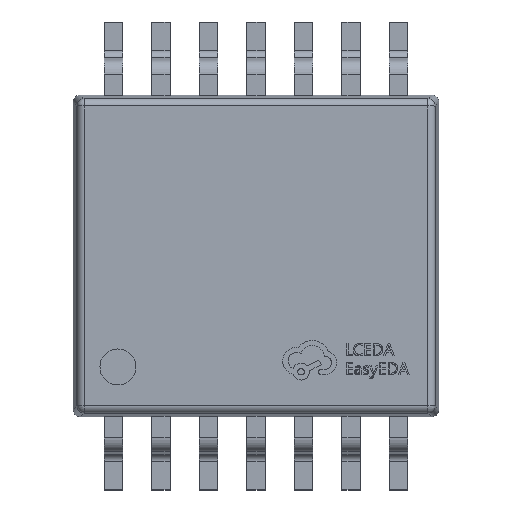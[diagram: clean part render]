
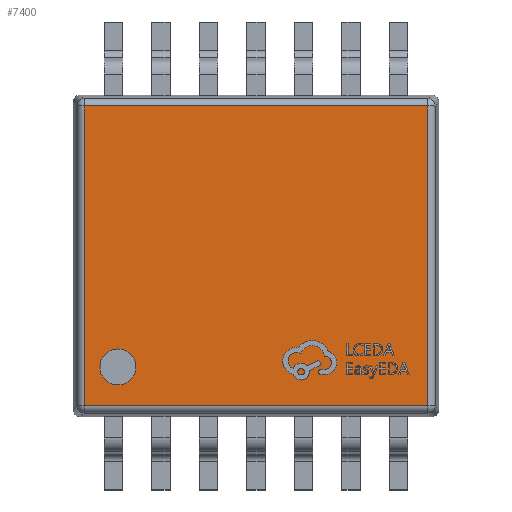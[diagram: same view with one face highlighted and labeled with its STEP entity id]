
A CAD part, top view. The second image highlights one B-rep face of the part: STEP entity #7400.
In plain terms, the highlighted planar face has unit normal (0, 0, 1).
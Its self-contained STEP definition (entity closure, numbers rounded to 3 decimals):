
#356 = CARTESIAN_POINT ( 'NONE',  ( -2.35, -2.05, 0.45 ) ) ;
#1272 = PLANE ( 'NONE',  #6678 ) ;
#2682 = DIRECTION ( 'NONE',  ( 1., 0., 0. ) ) ;
#3020 = DIRECTION ( 'NONE',  ( 0., 0., 1. ) ) ;
#3061 = LINE ( 'NONE', #3564, #15380 ) ;
#3564 = CARTESIAN_POINT ( 'NONE',  ( -2.437, 2.05, 0.45 ) ) ;
#3567 = ORIENTED_EDGE ( 'NONE', *, *, #23380, .T. ) ;
#3832 = CARTESIAN_POINT ( 'NONE',  ( -1.643, -1.518, 0.45 ) ) ;
#4251 = CARTESIAN_POINT ( 'NONE',  ( 2.35, 2.137, 0.45 ) ) ;
#4862 = EDGE_LOOP ( 'NONE', ( #22676, #14498, #11007, #3567 ) ) ;
#5616 = DIRECTION ( 'NONE',  ( 1., 0., 0. ) ) ;
#6222 = DIRECTION ( 'NONE',  ( 0., 1., 0. ) ) ;
#6678 = AXIS2_PLACEMENT_3D ( 'NONE', #20317, #16558, #2682 ) ;
#6720 = CIRCLE ( 'NONE', #12869, 0.246 ) ;
#7400 = ADVANCED_FACE ( 'NONE', ( #9002, #9120 ), #1272, .T. ) ;
#7449 = DIRECTION ( 'NONE',  ( -1., 0., 0. ) ) ;
#8007 = CARTESIAN_POINT ( 'NONE',  ( 2.35, 2.05, 0.45 ) ) ;
#8084 = DIRECTION ( 'NONE',  ( 0., 0., 1. ) ) ;
#8548 = CARTESIAN_POINT ( 'NONE',  ( 2.437, -2.05, 0.45 ) ) ;
#9002 = FACE_OUTER_BOUND ( 'NONE', #4862, .T. ) ;
#9120 = FACE_BOUND ( 'NONE', #19169, .T. ) ;
#10732 = DIRECTION ( 'NONE',  ( 1., 0., 0. ) ) ;
#10912 = EDGE_CURVE ( 'NONE', #18137, #13623, #11789, .T. ) ;
#11007 = ORIENTED_EDGE ( 'NONE', *, *, #12051, .T. ) ;
#11297 = CARTESIAN_POINT ( 'NONE',  ( -2.135, -1.518, 0.45 ) ) ;
#11327 = LINE ( 'NONE', #8548, #11961 ) ;
#11789 = LINE ( 'NONE', #4251, #22528 ) ;
#11961 = VECTOR ( 'NONE', #10732, 1000. ) ;
#12051 = EDGE_CURVE ( 'NONE', #13623, #24315, #3061, .T. ) ;
#12315 = VERTEX_POINT ( 'NONE', #11297 ) ;
#12334 = CARTESIAN_POINT ( 'NONE',  ( -1.889, -1.518, 0.45 ) ) ;
#12438 = EDGE_CURVE ( 'NONE', #12315, #22181, #17859, .T. ) ;
#12843 = VERTEX_POINT ( 'NONE', #356 ) ;
#12869 = AXIS2_PLACEMENT_3D ( 'NONE', #12334, #3020, #16159 ) ;
#13623 = VERTEX_POINT ( 'NONE', #8007 ) ;
#14147 = ORIENTED_EDGE ( 'NONE', *, *, #12438, .F. ) ;
#14498 = ORIENTED_EDGE ( 'NONE', *, *, #10912, .T. ) ;
#14569 = EDGE_CURVE ( 'NONE', #12843, #18137, #11327, .T. ) ;
#15380 = VECTOR ( 'NONE', #7449, 1000. ) ;
#16159 = DIRECTION ( 'NONE',  ( 1., 0., 0. ) ) ;
#16558 = DIRECTION ( 'NONE',  ( 0., 0., 1. ) ) ;
#16620 = AXIS2_PLACEMENT_3D ( 'NONE', #21708, #8084, #5616 ) ;
#16899 = CARTESIAN_POINT ( 'NONE',  ( 2.35, -2.05, 0.45 ) ) ;
#17859 = CIRCLE ( 'NONE', #16620, 0.246 ) ;
#18137 = VERTEX_POINT ( 'NONE', #16899 ) ;
#18613 = EDGE_CURVE ( 'NONE', #22181, #12315, #6720, .T. ) ;
#18981 = LINE ( 'NONE', #19126, #19757 ) ;
#19126 = CARTESIAN_POINT ( 'NONE',  ( -2.35, -2.137, 0.45 ) ) ;
#19169 = EDGE_LOOP ( 'NONE', ( #19661, #14147 ) ) ;
#19265 = DIRECTION ( 'NONE',  ( 0., -1., 0. ) ) ;
#19661 = ORIENTED_EDGE ( 'NONE', *, *, #18613, .F. ) ;
#19757 = VECTOR ( 'NONE', #19265, 1000. ) ;
#20317 = CARTESIAN_POINT ( 'NONE',  ( 0., 0., 0.45 ) ) ;
#20411 = CARTESIAN_POINT ( 'NONE',  ( -2.35, 2.05, 0.45 ) ) ;
#21708 = CARTESIAN_POINT ( 'NONE',  ( -1.889, -1.518, 0.45 ) ) ;
#22181 = VERTEX_POINT ( 'NONE', #3832 ) ;
#22528 = VECTOR ( 'NONE', #6222, 1000. ) ;
#22676 = ORIENTED_EDGE ( 'NONE', *, *, #14569, .T. ) ;
#23380 = EDGE_CURVE ( 'NONE', #24315, #12843, #18981, .T. ) ;
#24315 = VERTEX_POINT ( 'NONE', #20411 ) ;
